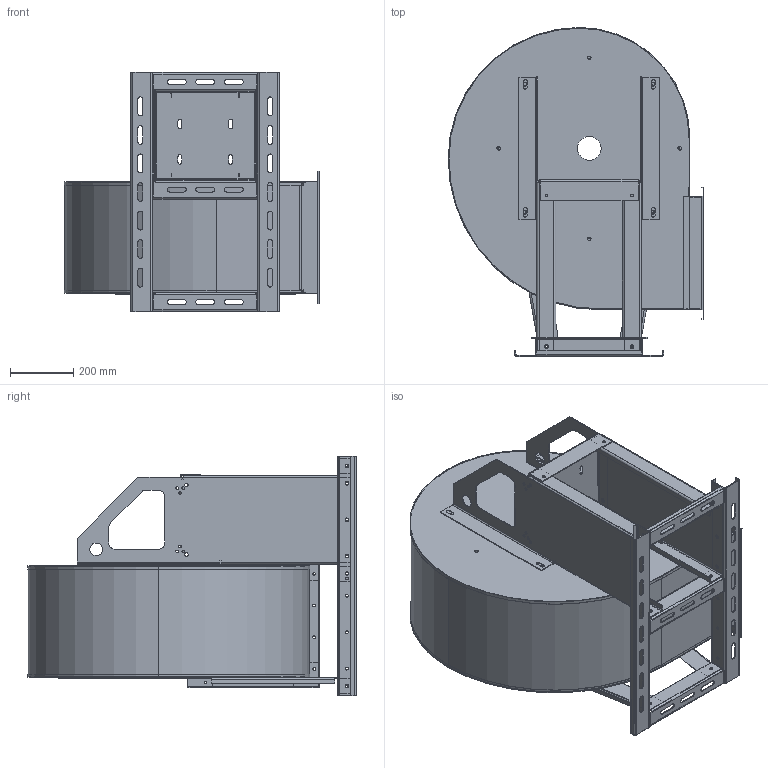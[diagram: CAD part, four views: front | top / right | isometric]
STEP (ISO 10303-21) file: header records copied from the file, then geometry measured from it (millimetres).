
FILE_DESCRIPTION(('STEP AP203'), '1');
FILE_NAME('BP 80-70-5', '', ('UNSPECIFIED'), ('UNSPECIFIED'), 'ASCON STEP Converter 1.3', 'ASCON Math Kernel', '');
FILE_SCHEMA(('CONFIG_CONTROL_DESIGN'));
Length unit declared in the file: millimetre
Bounding box: 807.05 x 1038.12 x 755 mm (x, y, z)
Volume: 8591072.8 mm3; surface area: 7824558.3 mm2
Topology: 16 solids, 16 shells, 1338 faces, 3510 edges, 2188 vertices
Faces by surface type: plane 662, cylinder 408, bspline 264, torus 4
Full cylindrical faces by diameter (mm): 8.5 x68, 11.3 x48, 13.3 x4, 40 x2, 75 x1, 90.3 x1, 340 x1, 344 x1, 350 x1, 354 x1, 500 x2, 515 x1, 570 x1
Entity records: 55294 total; most frequent: CARTESIAN_POINT 12717, ORIENTED_EDGE 6748, DIRECTION 5810, EDGE_CURVE 3374, VERTEX_POINT 2188, LINE 2032, VECTOR 2032, AXIS2_PLACEMENT_3D 1889
